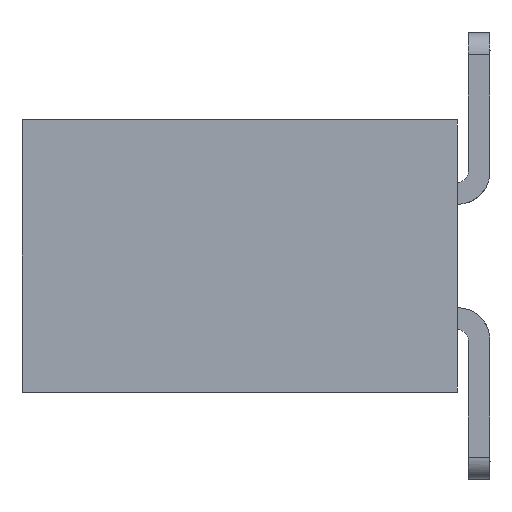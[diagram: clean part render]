
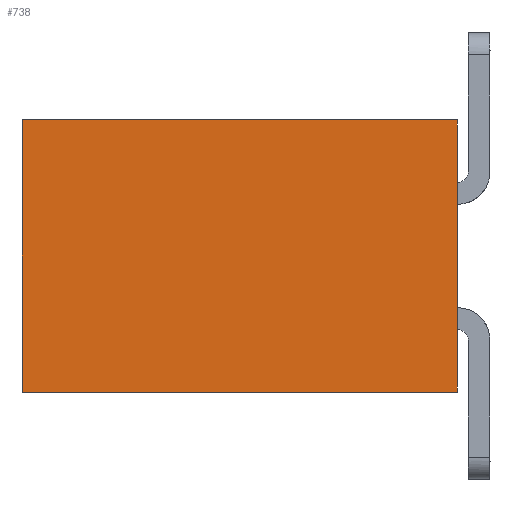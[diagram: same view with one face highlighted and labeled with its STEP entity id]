
A CAD part, left-side view. The second image highlights one B-rep face of the part: STEP entity #738.
In plain terms, the highlighted planar face has unit normal (-1, 0, 0).
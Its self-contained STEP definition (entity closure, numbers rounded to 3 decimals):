
#127=CARTESIAN_POINT('',(0.,5.,-1.));
#128=VERTEX_POINT('',#127);
#151=CARTESIAN_POINT('',(0.,5.,-3.5));
#152=VERTEX_POINT('',#151);
#162=CARTESIAN_POINT('',(0.,5.,-3.5));
#163=CARTESIAN_POINT('',(0.,5.,-3.));
#164=CARTESIAN_POINT('',(0.,5.,-2.5));
#165=CARTESIAN_POINT('',(0.,5.,-2.));
#166=CARTESIAN_POINT('',(0.,5.,-1.5));
#167=CARTESIAN_POINT('',(0.,5.,-1.));
#168=B_SPLINE_CURVE_WITH_KNOTS('',5,(#162,#163,#164,#165,#166,#167),.UNSPECIFIED.,.F.,.U.,(6,6),(0.,2.5),.UNSPECIFIED.);
#169=EDGE_CURVE('',#152,#128,#168,.T.);
#625=CARTESIAN_POINT('',(0.,1.,-1.));
#626=VERTEX_POINT('',#625);
#648=CARTESIAN_POINT('',(0.,5.,-1.));
#649=CARTESIAN_POINT('',(0.,4.2,-1.));
#650=CARTESIAN_POINT('',(0.,3.4,-1.));
#651=CARTESIAN_POINT('',(0.,2.6,-1.));
#652=CARTESIAN_POINT('',(0.,1.8,-1.));
#653=CARTESIAN_POINT('',(0.,1.,-1.));
#654=B_SPLINE_CURVE_WITH_KNOTS('',5,(#648,#649,#650,#651,#652,#653),.UNSPECIFIED.,.F.,.U.,(6,6),(0.,4.),.UNSPECIFIED.);
#655=EDGE_CURVE('',#128,#626,#654,.T.);
#677=CARTESIAN_POINT('',(0.,1.,-3.5));
#678=VERTEX_POINT('',#677);
#688=CARTESIAN_POINT('',(0.,1.,-3.5));
#689=CARTESIAN_POINT('',(0.,1.8,-3.5));
#690=CARTESIAN_POINT('',(0.,2.6,-3.5));
#691=CARTESIAN_POINT('',(0.,3.4,-3.5));
#692=CARTESIAN_POINT('',(0.,4.2,-3.5));
#693=CARTESIAN_POINT('',(0.,5.,-3.5));
#694=B_SPLINE_CURVE_WITH_KNOTS('',5,(#688,#689,#690,#691,#692,#693),.UNSPECIFIED.,.F.,.U.,(6,6),(0.,4.),.UNSPECIFIED.);
#695=EDGE_CURVE('',#678,#152,#694,.T.);
#700=CARTESIAN_POINT('',(0.,3.,-2.25));
#701=DIRECTION('',(0.,0.,1.));
#702=DIRECTION('',(-1.,0.,0.));
#703=AXIS2_PLACEMENT_3D('',#700,#702,#701);
#704=PLANE('',#703);
#705=ORIENTED_EDGE('',*,*,#169,.F.);
#706=ORIENTED_EDGE('',*,*,#695,.F.);
#707=CARTESIAN_POINT('',(0.,1.,-2.925));
#708=VERTEX_POINT('',#707);
#709=CARTESIAN_POINT('',(0.,1.,-3.5));
#710=CARTESIAN_POINT('',(0.,1.,-3.385));
#711=CARTESIAN_POINT('',(0.,1.,-3.27));
#712=CARTESIAN_POINT('',(0.,1.,-3.155));
#713=CARTESIAN_POINT('',(0.,1.,-3.04));
#714=CARTESIAN_POINT('',(0.,1.,-2.925));
#715=B_SPLINE_CURVE_WITH_KNOTS('',5,(#709,#710,#711,#712,#713,#714),.UNSPECIFIED.,.F.,.U.,(6,6),(0.,0.575),.UNSPECIFIED.);
#716=EDGE_CURVE('',#678,#708,#715,.T.);
#717=ORIENTED_EDGE('',*,*,#716,.T.);
#718=CARTESIAN_POINT('',(0.,1.,-1.575));
#719=VERTEX_POINT('',#718);
#720=CARTESIAN_POINT('',(0.,1.,-1.575));
#721=DIRECTION('',(0.,0.,-1.));
#722=VECTOR('',#721,1.35);
#723=LINE('',#720,#722);
#724=EDGE_CURVE('',#719,#708,#723,.T.);
#725=ORIENTED_EDGE('',*,*,#724,.F.);
#726=CARTESIAN_POINT('',(0.,1.,-1.575));
#727=CARTESIAN_POINT('',(0.,1.,-1.46));
#728=CARTESIAN_POINT('',(0.,1.,-1.345));
#729=CARTESIAN_POINT('',(0.,1.,-1.23));
#730=CARTESIAN_POINT('',(0.,1.,-1.115));
#731=CARTESIAN_POINT('',(0.,1.,-1.));
#732=B_SPLINE_CURVE_WITH_KNOTS('',5,(#726,#727,#728,#729,#730,#731),.UNSPECIFIED.,.F.,.U.,(6,6),(0.,0.575),.UNSPECIFIED.);
#733=EDGE_CURVE('',#719,#626,#732,.T.);
#734=ORIENTED_EDGE('',*,*,#733,.T.);
#735=ORIENTED_EDGE('',*,*,#655,.F.);
#736=EDGE_LOOP('',(#705,#706,#717,#725,#734,#735));
#737=FACE_OUTER_BOUND('',#736,.T.);
#738=ADVANCED_FACE('',(#737),#704,.T.);
